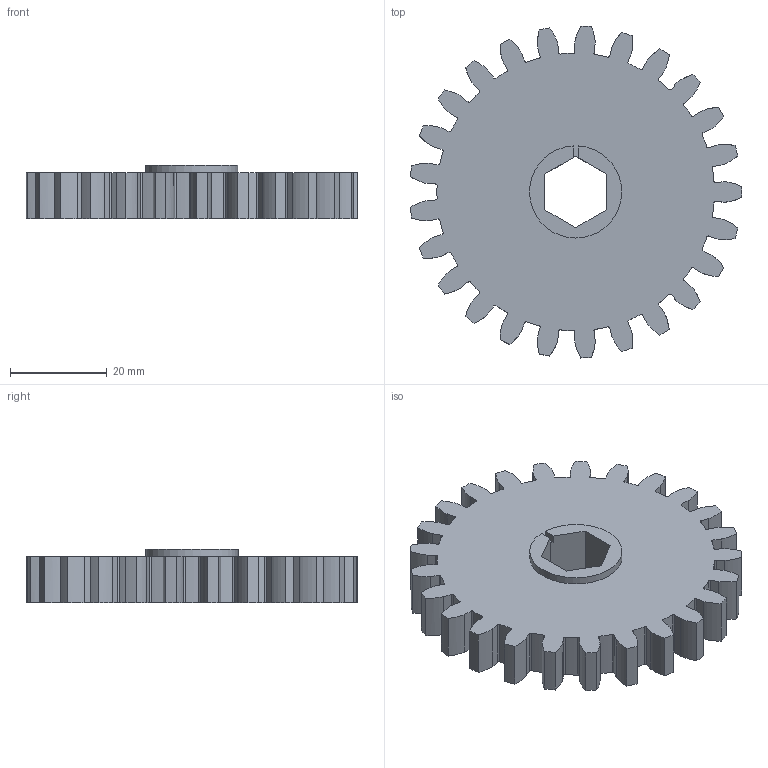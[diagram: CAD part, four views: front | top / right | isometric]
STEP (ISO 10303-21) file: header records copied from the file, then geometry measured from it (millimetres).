
FILE_DESCRIPTION(/* description */ (''),/* implementation_level */ '2;1');
FILE_NAME(/* name */ '25T 10DP Spur Gear.step',/* time_stamp */ '2024-08-02T21:20:51-04:00',/* author */ (''),/* organization */ (''),/* preprocessor_version */ 'ST-DEVELOPER v20',/* originating_system */ 'Autodesk Translation Framework v13.14.0.145',/* authorisation */ '');
FILE_SCHEMA (('AUTOMOTIVE_DESIGN { 1 0 10303 214 3 1 1 }'));
Length unit declared in the file: millimetre
Products named in the file (2): 25T 10DP Spur Gear; Spur Gear (25 teeth)
Assembly tree (1 placements, depth 2):
  25T 10DP Spur Gear
    Spur Gear (25 teeth)
Bounding box: 68.43 x 68.55 x 11.08 mm (x, y, z)
Volume: 28412.3 mm3; surface area: 10551.1 mm2
Topology: 1 solids, 1 shells, 212 faces, 630 edges, 420 vertices
Faces by surface type: cylinder 101, plane 61, bspline 50
Entity records: 21563 total; most frequent: CARTESIAN_POINT 16115, ORIENTED_EDGE 1260, DIRECTION 1062, EDGE_CURVE 630, VERTEX_POINT 420, AXIS2_PLACEMENT_3D 367, LINE 328, VECTOR 328
